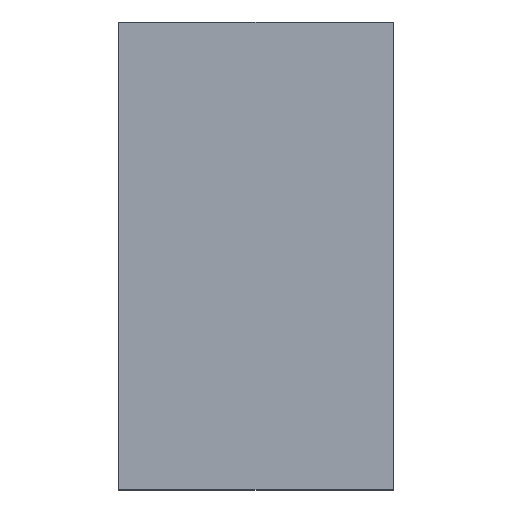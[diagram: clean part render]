
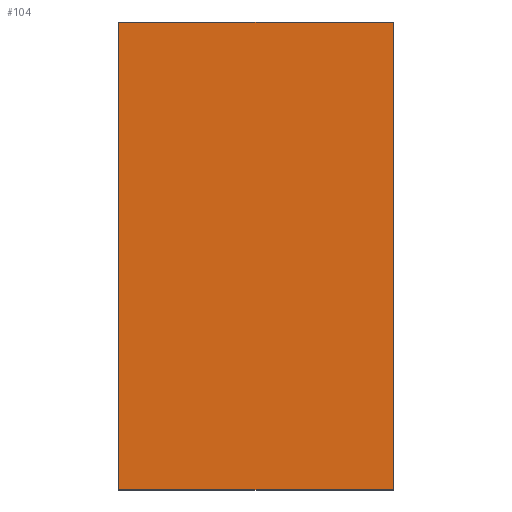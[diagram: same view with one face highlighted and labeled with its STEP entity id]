
A CAD part, top view. The second image highlights one B-rep face of the part: STEP entity #104.
In plain terms, the highlighted planar face has unit normal (0, 0, 1).
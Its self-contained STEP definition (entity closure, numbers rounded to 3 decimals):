
#3 = CARTESIAN_POINT ( 'NONE',  ( 27., 46., 1.151 ) ) ;
#10 = ORIENTED_EDGE ( 'NONE', *, *, #131, .T. ) ;
#17 = CARTESIAN_POINT ( 'NONE',  ( 27., -46., 1.151 ) ) ;
#26 = ORIENTED_EDGE ( 'NONE', *, *, #150, .T. ) ;
#28 = VERTEX_POINT ( 'NONE', #17 ) ;
#35 = DIRECTION ( 'NONE',  ( -1., 0., 0. ) ) ;
#43 = EDGE_CURVE ( 'NONE', #60, #171, #139, .T. ) ;
#47 = VECTOR ( 'NONE', #92, 1000. ) ;
#60 = VERTEX_POINT ( 'NONE', #3 ) ;
#62 = LINE ( 'NONE', #195, #64 ) ;
#64 = VECTOR ( 'NONE', #69, 1000. ) ;
#69 = DIRECTION ( 'NONE',  ( 0., -1., 0. ) ) ;
#79 = DIRECTION ( 'NONE',  ( 0., 0., 1. ) ) ;
#82 = DIRECTION ( 'NONE',  ( 1., 0., 0. ) ) ;
#89 = LINE ( 'NONE', #192, #47 ) ;
#92 = DIRECTION ( 'NONE',  ( 1., 0., 0. ) ) ;
#93 = CARTESIAN_POINT ( 'NONE',  ( 27., 46., 1.151 ) ) ;
#97 = VERTEX_POINT ( 'NONE', #177 ) ;
#104 = ADVANCED_FACE ( 'NONE', ( #129 ), #107, .T. ) ;
#107 = PLANE ( 'NONE',  #165 ) ;
#118 = LINE ( 'NONE', #93, #137 ) ;
#119 = ORIENTED_EDGE ( 'NONE', *, *, #168, .T. ) ;
#129 = FACE_OUTER_BOUND ( 'NONE', #152, .T. ) ;
#131 = EDGE_CURVE ( 'NONE', #28, #60, #118, .T. ) ;
#137 = VECTOR ( 'NONE', #159, 1000. ) ;
#139 = LINE ( 'NONE', #162, #185 ) ;
#141 = CARTESIAN_POINT ( 'NONE',  ( -27., 46., 1.151 ) ) ;
#150 = EDGE_CURVE ( 'NONE', #97, #28, #89, .T. ) ;
#152 = EDGE_LOOP ( 'NONE', ( #10, #201, #119, #26 ) ) ;
#159 = DIRECTION ( 'NONE',  ( 0., 1., 0. ) ) ;
#161 = CARTESIAN_POINT ( 'NONE',  ( 0., 0., 1.151 ) ) ;
#162 = CARTESIAN_POINT ( 'NONE',  ( -27., 46., 1.151 ) ) ;
#165 = AXIS2_PLACEMENT_3D ( 'NONE', #161, #79, #82 ) ;
#168 = EDGE_CURVE ( 'NONE', #171, #97, #62, .T. ) ;
#171 = VERTEX_POINT ( 'NONE', #141 ) ;
#177 = CARTESIAN_POINT ( 'NONE',  ( -27., -46., 1.151 ) ) ;
#185 = VECTOR ( 'NONE', #35, 1000. ) ;
#192 = CARTESIAN_POINT ( 'NONE',  ( -27., -46., 1.151 ) ) ;
#195 = CARTESIAN_POINT ( 'NONE',  ( -27., 46., 1.151 ) ) ;
#201 = ORIENTED_EDGE ( 'NONE', *, *, #43, .T. ) ;
